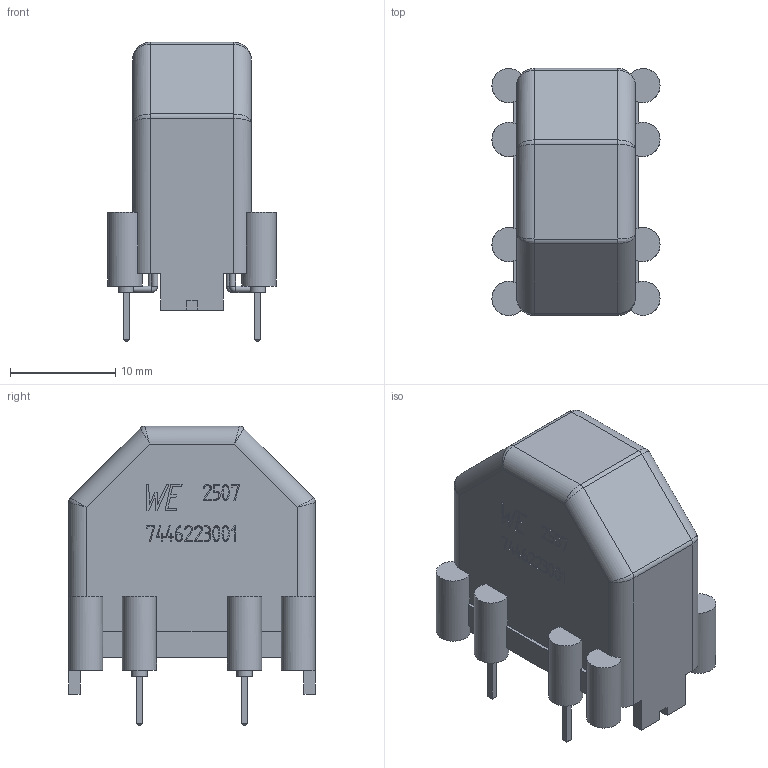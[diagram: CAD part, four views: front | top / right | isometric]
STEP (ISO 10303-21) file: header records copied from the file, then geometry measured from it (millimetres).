
FILE_DESCRIPTION(/* description */ ('Unknown','CAx-IF Rec.Pracs.---Representation and Presentation of Product Manufacturing Information (PMI)---4.0---2014-10-13','CAx-IF Rec.Pracs.---3D Tessellated Geometry---0.4---2014-09-14','2;1'),/* implementation_level */ '2;1');
FILE_NAME(/* name */ 'L_Wurth_WE-LF-TypeMV',/* time_stamp */ '2025-03-18T14:08:21+08:00',/* author */ ('Unknown'),/* organization */ ('Unknown'),/* preprocessor_version */ 'ST-DEVELOPER v16.7',/* originating_system */ 'Solid Edge',/* authorisation */ 'Unknown');
FILE_SCHEMA (('AP242_MANAGED_MODEL_BASED_3D_ENGINEERING_MIM_LF { 1 0 10303 442 1 1 4 }'));
Length unit declared in the file: metre
Products named in the file (2): L_Wurth_WE-LF-TypeMV
Assembly tree (1 placements, depth 2):
  L_Wurth_WE-LF-TypeMV
    L_Wurth_WE-LF-TypeMV
Bounding box: 16 x 23.5 x 28.5 mm (x, y, z)
Volume: 2909.8 mm3; surface area: 4875.2 mm2
Topology: 2 solids, 2 shells, 495 faces, 1202 edges, 720 vertices
Faces by surface type: plane 241, cylinder 126, bspline 96, torus 24, sphere 8
Full cylindrical faces by diameter (mm): 0.59 x76, 1.5 x4, 3.25 x8, 9 x1, 16 x1
Entity records: 28485 total; most frequent: CARTESIAN_POINT 14924, ORIENTED_EDGE 1946, DIRECTION 1916, EDGE_CURVE 973, EDGE_LOOP 711, FACE_BOUND 711, VERTEX_POINT 684, AXIS2_PLACEMENT_3D 644
